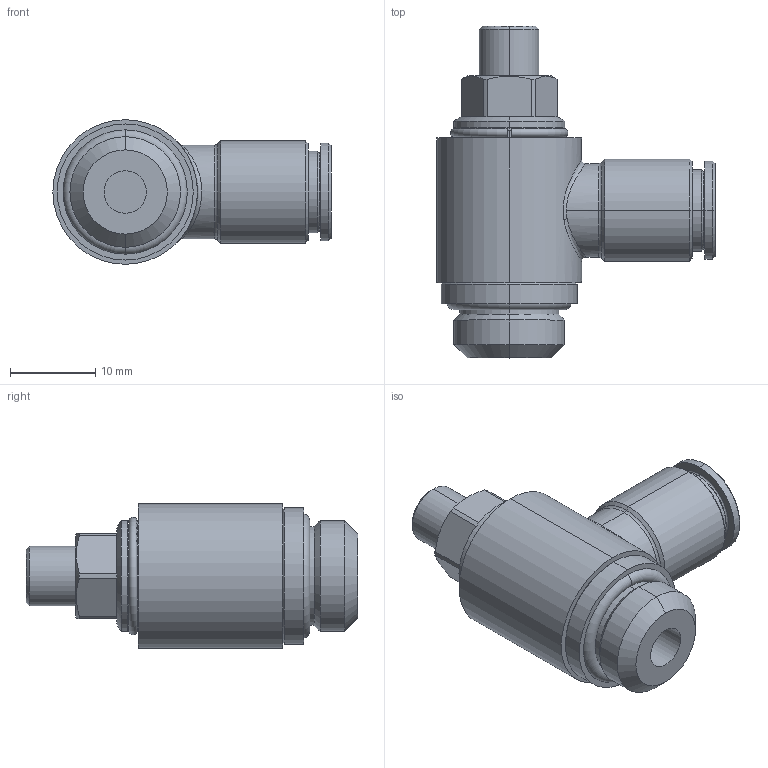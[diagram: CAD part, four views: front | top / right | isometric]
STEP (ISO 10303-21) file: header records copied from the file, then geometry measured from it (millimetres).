
FILE_DESCRIPTION (( 'STEP AP203' ), '1' );
FILE_NAME ('X4080B32.STEP', '2011-10-25T14:30:05', ( 'SP' ), ( 'sopra-pneumatic' ), 'SwSTEP 2.0', 'SolidWorks 2011', '' );
FILE_SCHEMA (( 'CONFIG_CONTROL_DESIGN' ));
Length unit declared in the file: millimetre
Products named in the file (1): X4080B32
Bounding box: 32.7 x 39.01 x 17 mm (x, y, z)
Volume: 7106.6 mm3; surface area: 3372.6 mm2
Topology: 1 solids, 1 shells, 110 faces, 239 edges, 141 vertices
Faces by surface type: plane 39, cylinder 36, cone 24, torus 9, bspline 2
Entity records: 3555 total; most frequent: CARTESIAN_POINT 1051, DIRECTION 550, ORIENTED_EDGE 474, EDGE_CURVE 237, AXIS2_PLACEMENT_3D 228, VERTEX_POINT 141, EDGE_LOOP 122, CIRCLE 119
